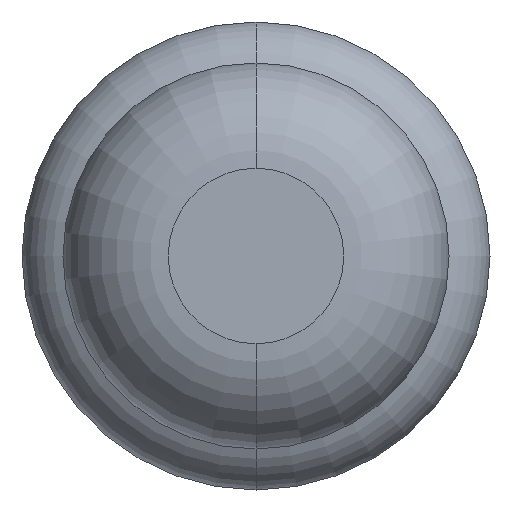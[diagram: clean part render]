
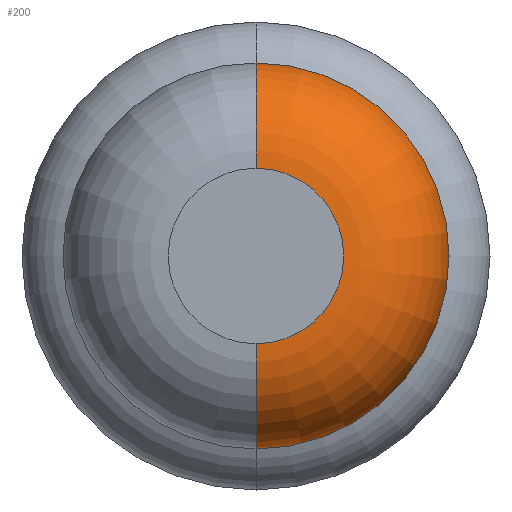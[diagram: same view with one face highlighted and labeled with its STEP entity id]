
A CAD part, front view. The second image highlights one B-rep face of the part: STEP entity #200.
In plain terms, the highlighted toroidal (fillet/blend) face has major radius 0.375 mm and minor radius 0.45 mm.
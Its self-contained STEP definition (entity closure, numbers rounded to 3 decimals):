
#200 = ADVANCED_FACE ( 'Defeature ausgef�hrt1_6', ( #1711 ), #1182, .T. ) ;
#229 = EDGE_LOOP ( 'NONE', ( #1996, #3206, #2790, #1198 ) ) ;
#351 = CARTESIAN_POINT ( 'NONE',  ( 0., -24., -0.375 ) ) ;
#369 = DIRECTION ( 'NONE',  ( 0., 0., 1. ) ) ;
#514 = VERTEX_POINT ( 'NONE', #3746 ) ;
#978 = EDGE_CURVE ( 'NONE', #3453, #514, #3488, .T. ) ;
#1182 = TOROIDAL_SURFACE ( 'NONE', #2932, 0.375, 0.45 ) ;
#1198 = ORIENTED_EDGE ( 'NONE', *, *, #3757, .F. ) ;
#1292 = DIRECTION ( 'NONE',  ( 0., 0., -1. ) ) ;
#1329 = CARTESIAN_POINT ( 'NONE',  ( 0., -24., 0. ) ) ;
#1629 = AXIS2_PLACEMENT_3D ( 'NONE', #3100, #2758, #3052 ) ;
#1644 = CARTESIAN_POINT ( 'NONE',  ( 0., -23.55, 0. ) ) ;
#1711 = FACE_OUTER_BOUND ( 'NONE', #229, .T. ) ;
#1750 = DIRECTION ( 'NONE',  ( 0., 1., 0. ) ) ;
#1755 = CARTESIAN_POINT ( 'NONE',  ( 0., -23.55, 0. ) ) ;
#1996 = ORIENTED_EDGE ( 'NONE', *, *, #3836, .T. ) ;
#2039 = CIRCLE ( 'NONE', #1629, 0.45 ) ;
#2376 = DIRECTION ( 'NONE',  ( 0., 0., 1. ) ) ;
#2460 = AXIS2_PLACEMENT_3D ( 'NONE', #2464, #3077, #1292 ) ;
#2464 = CARTESIAN_POINT ( 'NONE',  ( 0., -23.55, -0.375 ) ) ;
#2480 = AXIS2_PLACEMENT_3D ( 'NONE', #1755, #3908, #2376 ) ;
#2640 = VERTEX_POINT ( 'NONE', #3379 ) ;
#2735 = DIRECTION ( 'NONE',  ( 0., 0., 1. ) ) ;
#2758 = DIRECTION ( 'NONE',  ( -1., 0., 0. ) ) ;
#2790 = ORIENTED_EDGE ( 'NONE', *, *, #2866, .F. ) ;
#2866 = EDGE_CURVE ( 'Defeature ausgef�hrt1_7+Defeature ausgef�hrt1_6+Defeature ausgef�hrt1_6+Defeature ausgef�hrt1_6', #2640, #514, #3478, .T. ) ;
#2869 = CARTESIAN_POINT ( 'NONE',  ( 0., -24., 0.375 ) ) ;
#2909 = CIRCLE ( 'NONE', #3230, 0.375 ) ;
#2932 = AXIS2_PLACEMENT_3D ( 'NONE', #1644, #1750, #2735 ) ;
#3052 = DIRECTION ( 'NONE',  ( 0., 0., 1. ) ) ;
#3077 = DIRECTION ( 'NONE',  ( 1., 0., 0. ) ) ;
#3100 = CARTESIAN_POINT ( 'NONE',  ( 0., -23.55, 0.375 ) ) ;
#3206 = ORIENTED_EDGE ( 'NONE', *, *, #978, .T. ) ;
#3230 = AXIS2_PLACEMENT_3D ( 'NONE', #1329, #3440, #369 ) ;
#3379 = CARTESIAN_POINT ( 'NONE',  ( 0., -23.55, 0.825 ) ) ;
#3440 = DIRECTION ( 'NONE',  ( 0., 1., 0. ) ) ;
#3453 = VERTEX_POINT ( 'NONE', #351 ) ;
#3478 = CIRCLE ( 'NONE', #2480, 0.825 ) ;
#3488 = CIRCLE ( 'NONE', #2460, 0.45 ) ;
#3746 = CARTESIAN_POINT ( 'NONE',  ( 0., -23.55, -0.825 ) ) ;
#3757 = EDGE_CURVE ( 'NONE', #3818, #2640, #2039, .T. ) ;
#3818 = VERTEX_POINT ( 'NONE', #2869 ) ;
#3836 = EDGE_CURVE ( 'Defeature ausgef�hrt1_6+Defeature ausgef�hrt1_5+Defeature ausgef�hrt1_5+Defeature ausgef�hrt1_5', #3818, #3453, #2909, .T. ) ;
#3908 = DIRECTION ( 'NONE',  ( 0., 1., 0. ) ) ;
